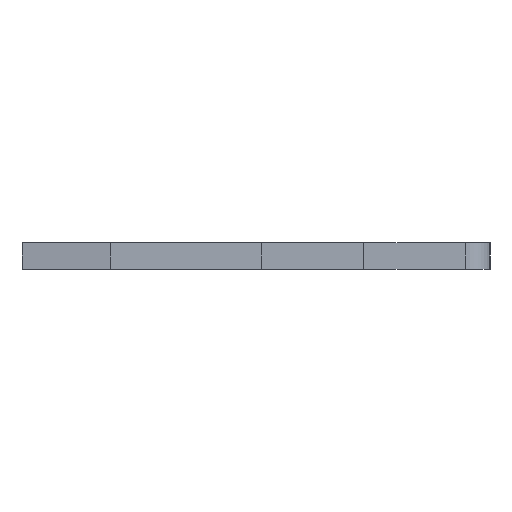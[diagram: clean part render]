
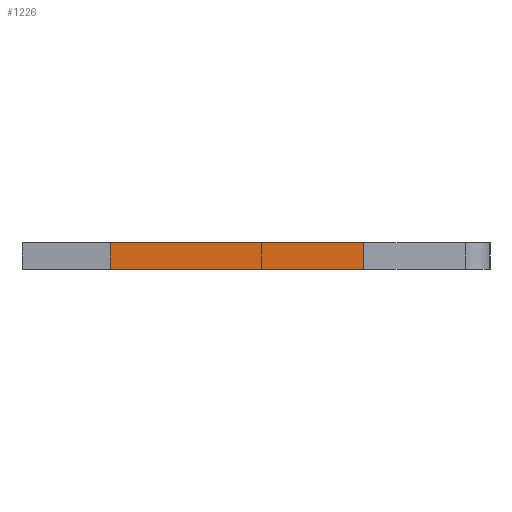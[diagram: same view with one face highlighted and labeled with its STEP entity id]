
A CAD part, left-side view. The second image highlights one B-rep face of the part: STEP entity #1226.
In plain terms, the highlighted face is planar.
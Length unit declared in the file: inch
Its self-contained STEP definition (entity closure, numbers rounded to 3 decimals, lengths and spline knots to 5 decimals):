
#40 = CARTESIAN_POINT ( 'NONE',  ( -0.013, 0.146, -0.0575 ) ) ;
#85 = CARTESIAN_POINT ( 'NONE',  ( 0.013, 0.146, -0.0575 ) ) ;
#129 = VECTOR ( 'NONE', #963, 39.37008 ) ;
#135 = DIRECTION ( 'NONE',  ( 0., 1., 0. ) ) ;
#340 = FACE_OUTER_BOUND ( 'NONE', #763, .T. ) ;
#342 = ORIENTED_EDGE ( 'NONE', *, *, #896, .F. ) ;
#376 = ORIENTED_EDGE ( 'NONE', *, *, #1728, .F. ) ;
#387 = VERTEX_POINT ( 'NONE', #40 ) ;
#483 = DIRECTION ( 'NONE',  ( 1., 0., 0. ) ) ;
#521 = VECTOR ( 'NONE', #897, 39.37008 ) ;
#559 = ORIENTED_EDGE ( 'NONE', *, *, #2127, .T. ) ;
#724 = VECTOR ( 'NONE', #135, 39.37008 ) ;
#763 = EDGE_LOOP ( 'NONE', ( #2031, #342, #376, #559 ) ) ;
#896 = EDGE_CURVE ( 'NONE', #1081, #387, #2272, .T. ) ;
#897 = DIRECTION ( 'NONE',  ( 0., 1., 0. ) ) ;
#963 = DIRECTION ( 'NONE',  ( -1., 0., 0. ) ) ;
#1018 = DIRECTION ( 'NONE',  ( -1., 0., 0. ) ) ;
#1041 = PLANE ( 'NONE',  #1853 ) ;
#1081 = VERTEX_POINT ( 'NONE', #85 ) ;
#1226 = ADVANCED_FACE ( 'NONE', ( #340 ), #1041, .F. ) ;
#1233 = CARTESIAN_POINT ( 'NONE',  ( -0.013, 0.146, -0.0575 ) ) ;
#1400 = DIRECTION ( 'NONE',  ( 0., 0., 1. ) ) ;
#1445 = CARTESIAN_POINT ( 'NONE',  ( 0.013, 0.146, -0.0575 ) ) ;
#1455 = CARTESIAN_POINT ( 'NONE',  ( 0.013, -0.099, -0.0575 ) ) ;
#1487 = EDGE_CURVE ( 'NONE', #2017, #387, #2137, .T. ) ;
#1707 = LINE ( 'NONE', #1445, #724 ) ;
#1728 = EDGE_CURVE ( 'NONE', #1822, #1081, #1707, .T. ) ;
#1763 = CARTESIAN_POINT ( 'NONE',  ( 0.013, 0.146, -0.0575 ) ) ;
#1822 = VERTEX_POINT ( 'NONE', #1455 ) ;
#1853 = AXIS2_PLACEMENT_3D ( 'NONE', #1763, #1400, #483 ) ;
#1962 = VECTOR ( 'NONE', #1018, 39.37008 ) ;
#2017 = VERTEX_POINT ( 'NONE', #2049 ) ;
#2020 = LINE ( 'NONE', #2063, #129 ) ;
#2031 = ORIENTED_EDGE ( 'NONE', *, *, #1487, .T. ) ;
#2049 = CARTESIAN_POINT ( 'NONE',  ( -0.013, -0.099, -0.0575 ) ) ;
#2063 = CARTESIAN_POINT ( 'NONE',  ( 0.013, -0.099, -0.0575 ) ) ;
#2119 = CARTESIAN_POINT ( 'NONE',  ( 0.013, 0.146, -0.0575 ) ) ;
#2127 = EDGE_CURVE ( 'NONE', #1822, #2017, #2020, .T. ) ;
#2137 = LINE ( 'NONE', #1233, #521 ) ;
#2272 = LINE ( 'NONE', #2119, #1962 ) ;
